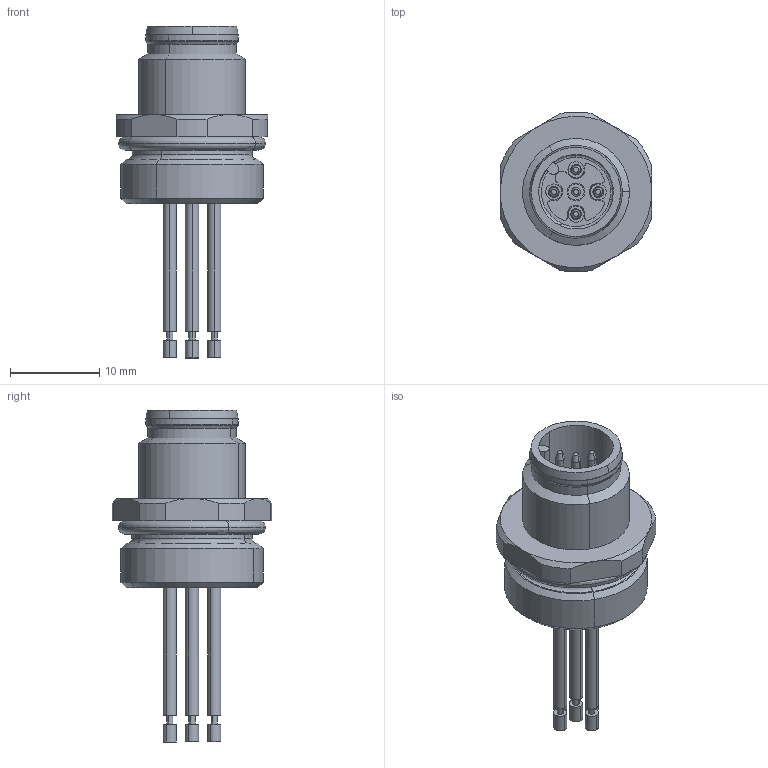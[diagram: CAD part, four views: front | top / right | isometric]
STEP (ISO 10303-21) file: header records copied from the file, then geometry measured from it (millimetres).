
FILE_DESCRIPTION(('CATIA V5 STEP Exchange','CAx-IF Rec.Pracs.--- Model Styling and Organization---1.5--- 2016-08-15','CAx-IF Rec.Pracs.---Supplemental Geometry---1.0---2011-11-01','CAx-IF Rec.Pracs.--- Composite Materials ---1.1---2010-07-15'),'2;1');
FILE_NAME ('024061-3_0', '2024-12-19T06:36:06+00:00', ('none'), ('Weidmueller'), 'CATIA Version 5-6 Release 2022 SP4 HF5', 'CATIA V5 STEP AP214 v3', 'none');
FILE_SCHEMA(('AUTOMOTIVE_DESIGN { 1 0 10303 214 1 1 1 1 }'));
Length unit declared in the file: millimetre
Products named in the file (1): 1861230000
Bounding box: 17 x 17.97 x 37.3 mm (x, y, z)
Volume: 1768.6 mm3; surface area: 3527.1 mm2
Topology: 1 solids, 2 shells, 439 faces, 1119 edges, 732 vertices
Faces by surface type: bspline 253, plane 82, extrusion 80, cylinder 24
Entity records: 15610 total; most frequent: CARTESIAN_POINT 8061, ORIENTED_EDGE 2238, EDGE_CURVE 1119, VERTEX_POINT 732, DIRECTION 494, EDGE_LOOP 489, ADVANCED_FACE 439, FACE_OUTER_BOUND 439
